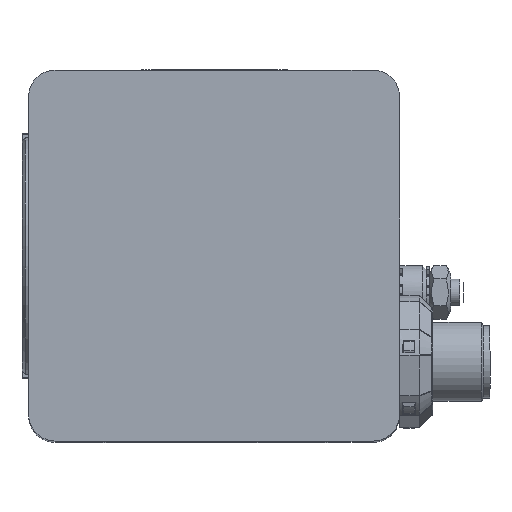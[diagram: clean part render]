
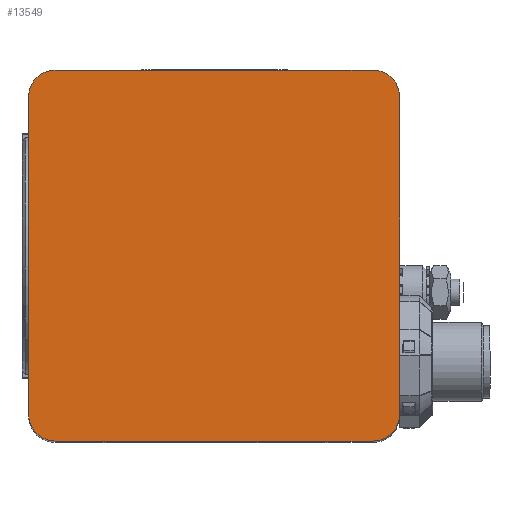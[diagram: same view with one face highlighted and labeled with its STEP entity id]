
A CAD part, top view. The second image highlights one B-rep face of the part: STEP entity #13549.
In plain terms, the highlighted planar face has unit normal (0, 0, 1).
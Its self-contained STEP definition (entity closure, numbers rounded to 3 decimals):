
#654=CIRCLE('',#14604,4.);
#655=CIRCLE('',#14605,4.);
#656=CIRCLE('',#14606,4.);
#657=CIRCLE('',#14607,4.);
#1193=FACE_OUTER_BOUND('',#1940,.T.);
#1940=EDGE_LOOP('',(#9705,#9706,#9707,#9708,#9709,#9710,#9711,#9712));
#2530=LINE('',#19265,#3645);
#2763=LINE('',#20225,#3878);
#2764=LINE('',#20230,#3879);
#2765=LINE('',#20234,#3880);
#3645=VECTOR('',#15547,10.);
#3878=VECTOR('',#16546,10.);
#3879=VECTOR('',#16551,10.);
#3880=VECTOR('',#16554,10.);
#5209=VERTEX_POINT('',#19262);
#5210=VERTEX_POINT('',#19264);
#5505=VERTEX_POINT('',#20223);
#5506=VERTEX_POINT('',#20224);
#5507=VERTEX_POINT('',#20227);
#5508=VERTEX_POINT('',#20229);
#5509=VERTEX_POINT('',#20231);
#5510=VERTEX_POINT('',#20233);
#6587=EDGE_CURVE('',#5210,#5209,#2530,.T.);
#7046=EDGE_CURVE('',#5505,#5506,#2763,.T.);
#7047=EDGE_CURVE('',#5506,#5210,#654,.T.);
#7048=EDGE_CURVE('',#5209,#5507,#655,.T.);
#7049=EDGE_CURVE('',#5507,#5508,#2764,.T.);
#7050=EDGE_CURVE('',#5508,#5509,#656,.T.);
#7051=EDGE_CURVE('',#5509,#5510,#2765,.T.);
#7052=EDGE_CURVE('',#5510,#5505,#657,.T.);
#9705=ORIENTED_EDGE('',*,*,#7046,.T.);
#9706=ORIENTED_EDGE('',*,*,#7047,.T.);
#9707=ORIENTED_EDGE('',*,*,#6587,.T.);
#9708=ORIENTED_EDGE('',*,*,#7048,.T.);
#9709=ORIENTED_EDGE('',*,*,#7049,.T.);
#9710=ORIENTED_EDGE('',*,*,#7050,.T.);
#9711=ORIENTED_EDGE('',*,*,#7051,.T.);
#9712=ORIENTED_EDGE('',*,*,#7052,.T.);
#12296=PLANE('',#14603);
#13549=ADVANCED_FACE('',(#1193),#12296,.F.);
#14603=AXIS2_PLACEMENT_3D('',#20222,#16544,#16545);
#14604=AXIS2_PLACEMENT_3D('',#20226,#16547,#16548);
#14605=AXIS2_PLACEMENT_3D('',#20228,#16549,#16550);
#14606=AXIS2_PLACEMENT_3D('',#20232,#16552,#16553);
#14607=AXIS2_PLACEMENT_3D('',#20235,#16555,#16556);
#15547=DIRECTION('',(0.,1.,0.));
#16544=DIRECTION('center_axis',(0.,0.,
-1.));
#16545=DIRECTION('ref_axis',(1.,0.,0.));
#16546=DIRECTION('',(1.,0.,0.));
#16547=DIRECTION('center_axis',(0.,0.,
1.));
#16548=DIRECTION('ref_axis',(-1.,0.,0.));
#16549=DIRECTION('center_axis',(0.,0.,
1.));
#16550=DIRECTION('ref_axis',(0.,-1.,0.));
#16551=DIRECTION('',(-1.,0.,0.));
#16552=DIRECTION('center_axis',(0.,0.,
1.));
#16553=DIRECTION('ref_axis',(1.,0.,0.));
#16554=DIRECTION('',(0.,-1.,0.));
#16555=DIRECTION('center_axis',(0.,0.,
1.));
#16556=DIRECTION('ref_axis',(0.,1.,0.));
#19262=CARTESIAN_POINT('',(66.,52.,108.));
#19264=CARTESIAN_POINT('',(66.,4.,108.));
#19265=CARTESIAN_POINT('',(66.,4.,108.));
#20222=CARTESIAN_POINT('Origin',(38.,28.,108.));
#20223=CARTESIAN_POINT('',(14.,0.,108.));
#20224=CARTESIAN_POINT('',(62.,0.,108.));
#20225=CARTESIAN_POINT('',(14.,0.,108.));
#20226=CARTESIAN_POINT('Origin',(62.,4.,108.));
#20227=CARTESIAN_POINT('',(62.,56.,108.));
#20228=CARTESIAN_POINT('Origin',(62.,52.,108.));
#20229=CARTESIAN_POINT('',(14.,56.,108.));
#20230=CARTESIAN_POINT('',(62.,56.,108.));
#20231=CARTESIAN_POINT('',(10.,52.,108.));
#20232=CARTESIAN_POINT('Origin',(14.,52.,108.));
#20233=CARTESIAN_POINT('',(10.,4.,108.));
#20234=CARTESIAN_POINT('',(10.,52.,108.));
#20235=CARTESIAN_POINT('Origin',(14.,4.,108.));
